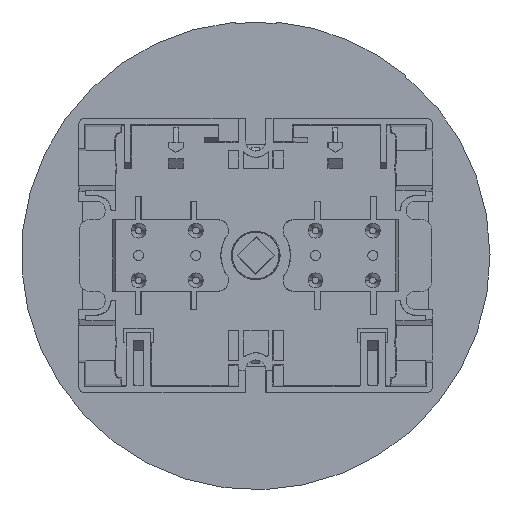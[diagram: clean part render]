
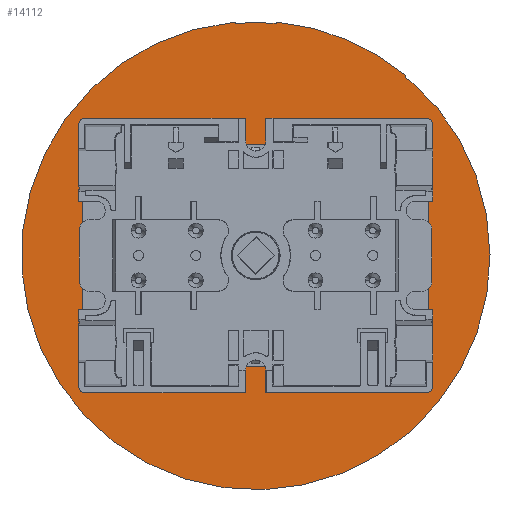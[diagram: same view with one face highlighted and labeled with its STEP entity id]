
A CAD part, front view. The second image highlights one B-rep face of the part: STEP entity #14112.
In plain terms, the highlighted planar face has unit normal (0, -1, 0).
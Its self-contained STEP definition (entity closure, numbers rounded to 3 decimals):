
#605=CARTESIAN_POINT('',(4.072,20.,46.571));
#606=CARTESIAN_POINT('',(3.168,20.,46.65));
#607=CARTESIAN_POINT('',(1.36,20.,46.757));
#608=CARTESIAN_POINT('',(-1.36,20.,46.757));
#609=CARTESIAN_POINT('',(-3.168,20.,46.65));
#610=CARTESIAN_POINT('',(-4.072,20.,46.571));
#683=CARTESIAN_POINT('',(35.81,20.,30.051));
#684=CARTESIAN_POINT('',(35.227,20.,30.747));
#685=CARTESIAN_POINT('',(34.024,20.,32.1));
#686=CARTESIAN_POINT('',(32.1,20.,34.024));
#687=CARTESIAN_POINT('',(30.747,20.,35.227));
#688=CARTESIAN_POINT('',(30.051,20.,35.81));
#775=CARTESIAN_POINT('',(30.051,20.,35.81));
#776=CARTESIAN_POINT('',(30.058,20.,35.845));
#777=CARTESIAN_POINT('',(30.062,20.,35.915));
#778=CARTESIAN_POINT('',(30.047,20.,36.02));
#779=CARTESIAN_POINT('',(30.01,20.,36.119));
#780=CARTESIAN_POINT('',(29.953,20.,36.209));
#781=CARTESIAN_POINT('',(29.904,20.,36.259));
#782=CARTESIAN_POINT('',(29.877,20.,36.282));
#792=CARTESIAN_POINT('',(0.,20.,0.));
#793=DIRECTION('',(0.,-1.,0.));
#794=DIRECTION('',(0.636,0.,0.772));
#795=AXIS2_PLACEMENT_3D('',#792,#793,#794);
#797=DIRECTION('',(0.707,0.,0.707));
#798=VECTOR('',#797,5.);
#799=CARTESIAN_POINT('',(-3.544,20.,0.009));
#800=LINE('',#799,#798);
#801=DIRECTION('',(-0.707,0.,0.707));
#802=VECTOR('',#801,5.);
#803=CARTESIAN_POINT('',(-0.009,20.,-3.527));
#804=LINE('',#803,#802);
#805=DIRECTION('',(0.707,0.,0.707));
#806=VECTOR('',#805,5.);
#807=CARTESIAN_POINT('',(-0.009,20.,-3.527));
#808=LINE('',#807,#806);
#809=DIRECTION('',(-0.707,0.,0.707));
#810=VECTOR('',#809,5.);
#811=CARTESIAN_POINT('',(3.527,20.,0.009));
#812=LINE('',#811,#810);
#813=CARTESIAN_POINT('',(36.282,20.,29.877));
#814=CARTESIAN_POINT('',(36.259,20.,29.904));
#815=CARTESIAN_POINT('',(36.209,20.,29.953));
#816=CARTESIAN_POINT('',(36.119,20.,30.01));
#817=CARTESIAN_POINT('',(36.02,20.,30.047));
#818=CARTESIAN_POINT('',(35.915,20.,30.062));
#819=CARTESIAN_POINT('',(35.845,20.,30.058));
#820=CARTESIAN_POINT('',(35.81,20.,30.051));
#875=CARTESIAN_POINT('',(0.,20.,0.));
#876=DIRECTION('',(0.,-1.,0.));
#877=DIRECTION('',(-0.096,0.,0.995));
#878=AXIS2_PLACEMENT_3D('',#875,#876,#877);
#899=CARTESIAN_POINT('',(-4.072,20.,46.571));
#900=CARTESIAN_POINT('',(-4.092,20.,46.6));
#901=CARTESIAN_POINT('',(-4.138,20.,46.653));
#902=CARTESIAN_POINT('',(-4.223,20.,46.716));
#903=CARTESIAN_POINT('',(-4.32,20.,46.761));
#904=CARTESIAN_POINT('',(-4.424,20.,46.784));
#905=CARTESIAN_POINT('',(-4.494,20.,46.785));
#906=CARTESIAN_POINT('',(-4.529,20.,46.781));
#908=CARTESIAN_POINT('',(4.529,20.,46.781));
#909=CARTESIAN_POINT('',(4.494,20.,46.785));
#910=CARTESIAN_POINT('',(4.424,20.,46.784));
#911=CARTESIAN_POINT('',(4.32,20.,46.761));
#912=CARTESIAN_POINT('',(4.223,20.,46.716));
#913=CARTESIAN_POINT('',(4.138,20.,46.653));
#914=CARTESIAN_POINT('',(4.092,20.,46.6));
#915=CARTESIAN_POINT('',(4.072,20.,46.571));
#10414=CARTESIAN_POINT('',(29.877,20.,36.282));
#10415=CARTESIAN_POINT('',(4.529,20.,46.781));
#10416=VERTEX_POINT('',#10414);
#10417=VERTEX_POINT('',#10415);
#10418=CARTESIAN_POINT('',(4.072,20.,46.571));
#10420=VERTEX_POINT('',#10418);
#10422=CARTESIAN_POINT('',(-4.072,20.,46.571));
#10424=VERTEX_POINT('',#10422);
#10428=VERTEX_POINT('',#906);
#10438=CARTESIAN_POINT('',(36.282,20.,29.877));
#10439=VERTEX_POINT('',#10438);
#10461=CARTESIAN_POINT('',(35.81,20.,30.051));
#10463=VERTEX_POINT('',#10461);
#10465=CARTESIAN_POINT('',(30.051,20.,35.81));
#10467=VERTEX_POINT('',#10465);
#10764=CARTESIAN_POINT('',(-3.544,20.,0.009));
#10765=CARTESIAN_POINT('',(-0.009,20.,3.544));
#10766=VERTEX_POINT('',#10764);
#10767=VERTEX_POINT('',#10765);
#10768=CARTESIAN_POINT('',(-0.009,20.,-3.527));
#10769=CARTESIAN_POINT('',(3.527,20.,0.009));
#10770=VERTEX_POINT('',#10768);
#10771=VERTEX_POINT('',#10769);
#14082=CARTESIAN_POINT('',(-24.75,20.,0.));
#14083=DIRECTION('',(0.,1.,0.));
#14084=DIRECTION('',(0.,0.,-1.));
#14085=AXIS2_PLACEMENT_3D('',#14082,#14083,#14084);
#14086=PLANE('',#14085);
#14087=ORIENTED_EDGE('',*,*,#14073,.F.);
#14088=ORIENTED_EDGE('',*,*,#14011,.F.);
#14090=ORIENTED_EDGE('',*,*,#14089,.F.);
#14092=ORIENTED_EDGE('',*,*,#14091,.F.);
#14094=ORIENTED_EDGE('',*,*,#14093,.F.);
#14095=ORIENTED_EDGE('',*,*,#13936,.F.);
#14097=ORIENTED_EDGE('',*,*,#14096,.F.);
#14099=ORIENTED_EDGE('',*,*,#14098,.F.);
#14100=EDGE_LOOP('',(#14087,#14088,#14090,#14092,#14094,#14095,#14097,#14099));
#14101=FACE_OUTER_BOUND('',#14100,.F.);
#14103=ORIENTED_EDGE('',*,*,#14102,.F.);
#14105=ORIENTED_EDGE('',*,*,#14104,.F.);
#14107=ORIENTED_EDGE('',*,*,#14106,.T.);
#14109=ORIENTED_EDGE('',*,*,#14108,.T.);
#14110=EDGE_LOOP('',(#14103,#14105,#14107,#14109));
#14111=FACE_BOUND('',#14110,.F.);
#14112=ADVANCED_FACE('',(#14101,#14111),#14086,.F.);
#611=B_SPLINE_CURVE_WITH_KNOTS('',3,(#605,#606,#607,#608,#609,#610),
.UNSPECIFIED.,.F.,.F.,(4,1,1,4),(0.,0.333,0.667,1.),
.UNSPECIFIED.);
#689=B_SPLINE_CURVE_WITH_KNOTS('',3,(#683,#684,#685,#686,#687,#688),
.UNSPECIFIED.,.F.,.F.,(4,1,1,4),(0.,0.333,0.667,1.),
.UNSPECIFIED.);
#783=B_SPLINE_CURVE_WITH_KNOTS('',3,(#775,#776,#777,#778,#779,#780,#781,#782),
.UNSPECIFIED.,.F.,.F.,(4,1,1,1,1,4),(0.,0.2,0.4,0.6,0.8,1.),
.UNSPECIFIED.);
#796=CIRCLE('',#795,47.);
#821=B_SPLINE_CURVE_WITH_KNOTS('',3,(#813,#814,#815,#816,#817,#818,#819,#820),
.UNSPECIFIED.,.F.,.F.,(4,1,1,1,1,4),(0.,0.2,0.4,0.6,0.8,1.),
.UNSPECIFIED.);
#879=CIRCLE('',#878,47.);
#907=B_SPLINE_CURVE_WITH_KNOTS('',3,(#899,#900,#901,#902,#903,#904,#905,#906),
.UNSPECIFIED.,.F.,.F.,(4,1,1,1,1,4),(0.,0.2,0.4,0.6,0.8,1.),
.UNSPECIFIED.);
#916=B_SPLINE_CURVE_WITH_KNOTS('',3,(#908,#909,#910,#911,#912,#913,#914,#915),
.UNSPECIFIED.,.F.,.F.,(4,1,1,1,1,4),(0.,0.2,0.4,0.6,0.8,1.),
.UNSPECIFIED.);
#13936=EDGE_CURVE('',#10420,#10424,#611,.T.);
#14011=EDGE_CURVE('',#10463,#10467,#689,.T.);
#14073=EDGE_CURVE('',#10467,#10416,#783,.T.);
#14089=EDGE_CURVE('',#10439,#10463,#821,.T.);
#14091=EDGE_CURVE('',#10428,#10439,#879,.T.);
#14093=EDGE_CURVE('',#10424,#10428,#907,.T.);
#14096=EDGE_CURVE('',#10417,#10420,#916,.T.);
#14098=EDGE_CURVE('',#10416,#10417,#796,.T.);
#14102=EDGE_CURVE('',#10766,#10767,#800,.T.);
#14104=EDGE_CURVE('',#10770,#10766,#804,.T.);
#14106=EDGE_CURVE('',#10770,#10771,#808,.T.);
#14108=EDGE_CURVE('',#10771,#10767,#812,.T.);
